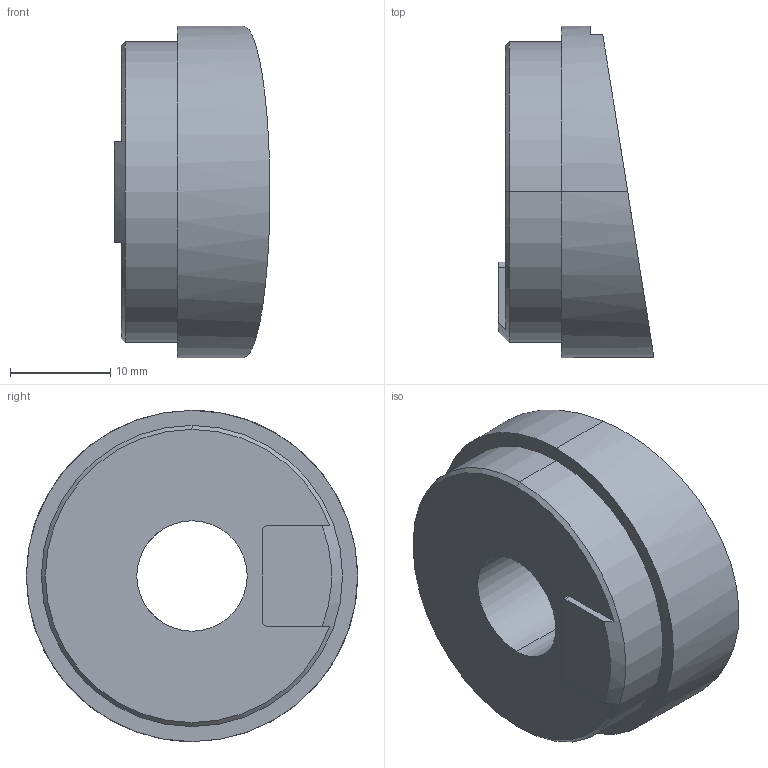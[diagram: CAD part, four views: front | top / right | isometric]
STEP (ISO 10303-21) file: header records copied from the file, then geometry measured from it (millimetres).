
FILE_DESCRIPTION (( 'STEP AP203' ), '1' );
FILE_NAME ('R87-FBHS-RB.STEP', '2018-02-27T14:02:42', ( 'SWIAdmin' ), ( 'Hewlett-Packard Company' ), 'SwSTEP 2.0', 'SolidWorks 2017', '' );
FILE_SCHEMA (( 'CONFIG_CONTROL_DESIGN' ));
Length unit declared in the file: millimetre
Products named in the file (2): R87-FBHS-RB; F55-U00.001.010_B
Assembly tree (1 placements, depth 2):
  R87-FBHS-RB
    F55-U00.001.010_B
Bounding box: 15.53 x 33 x 33 mm (x, y, z)
Volume: 6970.7 mm3; surface area: 3289.7 mm2
Topology: 1 solids, 1 shells, 29 faces, 75 edges, 48 vertices
Faces by surface type: plane 13, cylinder 11, torus 3, cone 2
Entity records: 1112 total; most frequent: CARTESIAN_POINT 202, DIRECTION 162, ORIENTED_EDGE 150, EDGE_CURVE 75, AXIS2_PLACEMENT_3D 64, VERTEX_POINT 48, VECTOR 34, LINE 34
